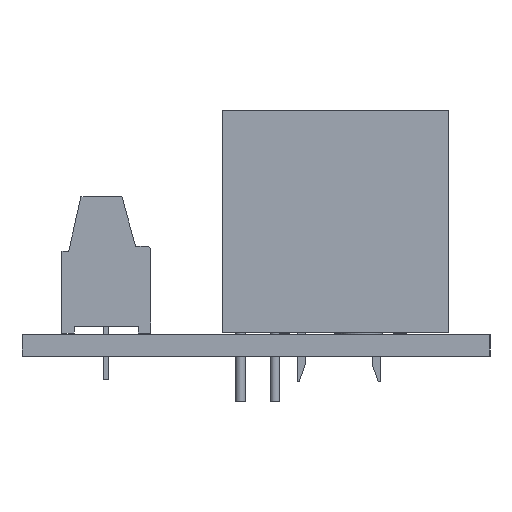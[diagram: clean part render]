
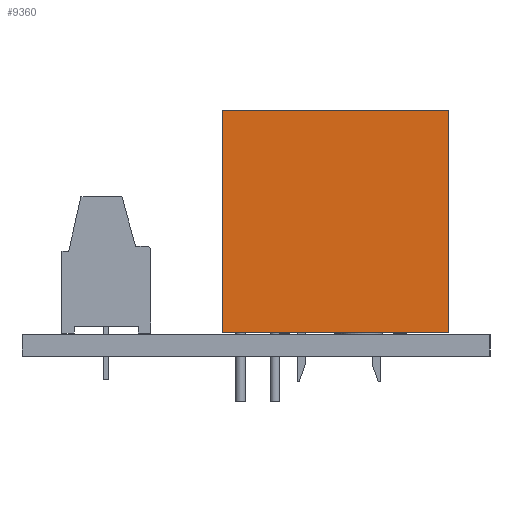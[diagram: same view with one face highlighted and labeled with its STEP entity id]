
A CAD part, left-side view. The second image highlights one B-rep face of the part: STEP entity #9360.
In plain terms, the highlighted planar face has unit normal (-1, 0, 0).
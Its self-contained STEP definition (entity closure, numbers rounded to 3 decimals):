
#9097 = EDGE_CURVE('',#9098,#9100,#9102,.T.);
#9098 = VERTEX_POINT('',#9099);
#9099 = CARTESIAN_POINT('',(-3.15,3.86,0.1));
#9100 = VERTEX_POINT('',#9101);
#9101 = CARTESIAN_POINT('',(-3.15,3.86,16.39));
#9102 = SURFACE_CURVE('',#9103,(#9107,#9119),.PCURVE_S1.);
#9103 = LINE('',#9104,#9105);
#9104 = CARTESIAN_POINT('',(-3.15,3.86,0.1));
#9105 = VECTOR('',#9106,1.);
#9106 = DIRECTION('',(0.,0.,1.));
#9107 = PCURVE('',#9108,#9113);
#9108 = PLANE('',#9109);
#9109 = AXIS2_PLACEMENT_3D('',#9110,#9111,#9112);
#9110 = CARTESIAN_POINT('',(-3.15,3.86,0.1));
#9111 = DIRECTION('',(0.,1.,0.));
#9112 = DIRECTION('',(1.,0.,0.));
#9113 = DEFINITIONAL_REPRESENTATION('',(#9114),#9118);
#9114 = LINE('',#9115,#9116);
#9115 = CARTESIAN_POINT('',(0.,0.));
#9116 = VECTOR('',#9117,1.);
#9117 = DIRECTION('',(0.,-1.));
#9118 = ( GEOMETRIC_REPRESENTATION_CONTEXT(2) 
PARAMETRIC_REPRESENTATION_CONTEXT() REPRESENTATION_CONTEXT('2D SPACE',''
  ) );
#9119 = PCURVE('',#9120,#9125);
#9120 = PLANE('',#9121);
#9121 = AXIS2_PLACEMENT_3D('',#9122,#9123,#9124);
#9122 = CARTESIAN_POINT('',(-3.15,-12.7,0.1));
#9123 = DIRECTION('',(-1.,0.,0.));
#9124 = DIRECTION('',(0.,1.,0.));
#9125 = DEFINITIONAL_REPRESENTATION('',(#9126),#9130);
#9126 = LINE('',#9127,#9128);
#9127 = CARTESIAN_POINT('',(16.56,0.));
#9128 = VECTOR('',#9129,1.);
#9129 = DIRECTION('',(0.,-1.));
#9130 = ( GEOMETRIC_REPRESENTATION_CONTEXT(2) 
PARAMETRIC_REPRESENTATION_CONTEXT() REPRESENTATION_CONTEXT('2D SPACE',''
  ) );
#9148 = PLANE('',#9149);
#9149 = AXIS2_PLACEMENT_3D('',#9150,#9151,#9152);
#9150 = CARTESIAN_POINT('',(4.48,-4.42,16.39));
#9151 = DIRECTION('',(0.,0.,-1.));
#9152 = DIRECTION('',(-1.,0.,0.));
#9202 = PLANE('',#9203);
#9203 = AXIS2_PLACEMENT_3D('',#9204,#9205,#9206);
#9204 = CARTESIAN_POINT('',(4.48,-4.42,0.1));
#9205 = DIRECTION('',(0.,0.,-1.));
#9206 = DIRECTION('',(-1.,0.,0.));
#9257 = PLANE('',#9258);
#9258 = AXIS2_PLACEMENT_3D('',#9259,#9260,#9261);
#9259 = CARTESIAN_POINT('',(12.11,-12.7,0.1));
#9260 = DIRECTION('',(0.,-1.,0.));
#9261 = DIRECTION('',(-1.,0.,0.));
#9295 = VERTEX_POINT('',#9296);
#9296 = CARTESIAN_POINT('',(-3.15,-12.7,16.39));
#9317 = EDGE_CURVE('',#9318,#9295,#9320,.T.);
#9318 = VERTEX_POINT('',#9319);
#9319 = CARTESIAN_POINT('',(-3.15,-12.7,0.1));
#9320 = SURFACE_CURVE('',#9321,(#9325,#9332),.PCURVE_S1.);
#9321 = LINE('',#9322,#9323);
#9322 = CARTESIAN_POINT('',(-3.15,-12.7,0.1));
#9323 = VECTOR('',#9324,1.);
#9324 = DIRECTION('',(0.,0.,1.));
#9325 = PCURVE('',#9257,#9326);
#9326 = DEFINITIONAL_REPRESENTATION('',(#9327),#9331);
#9327 = LINE('',#9328,#9329);
#9328 = CARTESIAN_POINT('',(15.26,0.));
#9329 = VECTOR('',#9330,1.);
#9330 = DIRECTION('',(0.,-1.));
#9331 = ( GEOMETRIC_REPRESENTATION_CONTEXT(2) 
PARAMETRIC_REPRESENTATION_CONTEXT() REPRESENTATION_CONTEXT('2D SPACE',''
  ) );
#9332 = PCURVE('',#9120,#9333);
#9333 = DEFINITIONAL_REPRESENTATION('',(#9334),#9338);
#9334 = LINE('',#9335,#9336);
#9335 = CARTESIAN_POINT('',(0.,0.));
#9336 = VECTOR('',#9337,1.);
#9337 = DIRECTION('',(0.,-1.));
#9338 = ( GEOMETRIC_REPRESENTATION_CONTEXT(2) 
PARAMETRIC_REPRESENTATION_CONTEXT() REPRESENTATION_CONTEXT('2D SPACE',''
  ) );
#9360 = ADVANCED_FACE('',(#9361),#9120,.T.);
#9361 = FACE_BOUND('',#9362,.T.);
#9362 = EDGE_LOOP('',(#9363,#9364,#9385,#9386));
#9363 = ORIENTED_EDGE('',*,*,#9317,.T.);
#9364 = ORIENTED_EDGE('',*,*,#9365,.T.);
#9365 = EDGE_CURVE('',#9295,#9100,#9366,.T.);
#9366 = SURFACE_CURVE('',#9367,(#9371,#9378),.PCURVE_S1.);
#9367 = LINE('',#9368,#9369);
#9368 = CARTESIAN_POINT('',(-3.15,-12.7,16.39));
#9369 = VECTOR('',#9370,1.);
#9370 = DIRECTION('',(0.,1.,0.));
#9371 = PCURVE('',#9120,#9372);
#9372 = DEFINITIONAL_REPRESENTATION('',(#9373),#9377);
#9373 = LINE('',#9374,#9375);
#9374 = CARTESIAN_POINT('',(0.,-16.29));
#9375 = VECTOR('',#9376,1.);
#9376 = DIRECTION('',(1.,0.));
#9377 = ( GEOMETRIC_REPRESENTATION_CONTEXT(2) 
PARAMETRIC_REPRESENTATION_CONTEXT() REPRESENTATION_CONTEXT('2D SPACE',''
  ) );
#9378 = PCURVE('',#9148,#9379);
#9379 = DEFINITIONAL_REPRESENTATION('',(#9380),#9384);
#9380 = LINE('',#9381,#9382);
#9381 = CARTESIAN_POINT('',(7.63,-8.28));
#9382 = VECTOR('',#9383,1.);
#9383 = DIRECTION('',(0.,1.));
#9384 = ( GEOMETRIC_REPRESENTATION_CONTEXT(2) 
PARAMETRIC_REPRESENTATION_CONTEXT() REPRESENTATION_CONTEXT('2D SPACE',''
  ) );
#9385 = ORIENTED_EDGE('',*,*,#9097,.F.);
#9386 = ORIENTED_EDGE('',*,*,#9387,.F.);
#9387 = EDGE_CURVE('',#9318,#9098,#9388,.T.);
#9388 = SURFACE_CURVE('',#9389,(#9393,#9400),.PCURVE_S1.);
#9389 = LINE('',#9390,#9391);
#9390 = CARTESIAN_POINT('',(-3.15,-12.7,0.1));
#9391 = VECTOR('',#9392,1.);
#9392 = DIRECTION('',(0.,1.,0.));
#9393 = PCURVE('',#9120,#9394);
#9394 = DEFINITIONAL_REPRESENTATION('',(#9395),#9399);
#9395 = LINE('',#9396,#9397);
#9396 = CARTESIAN_POINT('',(0.,0.));
#9397 = VECTOR('',#9398,1.);
#9398 = DIRECTION('',(1.,0.));
#9399 = ( GEOMETRIC_REPRESENTATION_CONTEXT(2) 
PARAMETRIC_REPRESENTATION_CONTEXT() REPRESENTATION_CONTEXT('2D SPACE',''
  ) );
#9400 = PCURVE('',#9202,#9401);
#9401 = DEFINITIONAL_REPRESENTATION('',(#9402),#9406);
#9402 = LINE('',#9403,#9404);
#9403 = CARTESIAN_POINT('',(7.63,-8.28));
#9404 = VECTOR('',#9405,1.);
#9405 = DIRECTION('',(0.,1.));
#9406 = ( GEOMETRIC_REPRESENTATION_CONTEXT(2) 
PARAMETRIC_REPRESENTATION_CONTEXT() REPRESENTATION_CONTEXT('2D SPACE',''
  ) );
